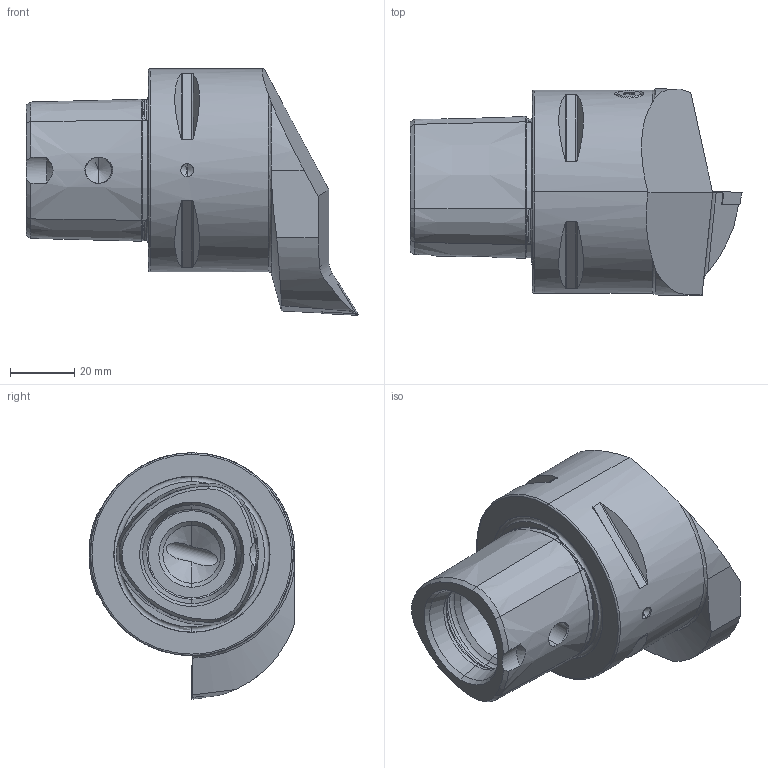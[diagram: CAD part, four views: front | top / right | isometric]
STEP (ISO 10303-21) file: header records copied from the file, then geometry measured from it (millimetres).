
FILE_DESCRIPTION (( 'STEP AP214' ), '1' );
FILE_NAME ('PS6.KDB.RJA.065-HP.STEP', '2020-09-11T11:53:26', ( '' ), ( '' ), 'SwSTEP 2.0', 'SolidWorks 2017', '' );
FILE_SCHEMA (( 'AUTOMOTIVE_DESIGN' ));
Length unit declared in the file: millimetre
Products named in the file (10): PS6.KDB.RJA.065-HP; CHP-ER1.015.006_A; DIN 7991 - M5x15; DCMT11T304; CHP-ER1.008.014_A; WCB-ER2.001.009_A; CHP-ER1.015.006; ISO 8752 2x8; DIN 3771 - 13x1; PS6-KDB.RJA.065-HP_A
Assembly tree (9 placements, depth 3):
  PS6.KDB.RJA.065-HP
    PS6-KDB.RJA.065-HP_A
    WCB-ER2.001.009_A
    DCMT11T304
    CHP-ER1.008.014_A
    CHP-ER1.015.006
      CHP-ER1.015.006_A
      DIN 3771 - 13x1
      DIN 7991 - M5x15
    ISO 8752 2x8
Bounding box: 103 x 63.9 x 76.5 mm (x, y, z)
Volume: 170137.7 mm3; surface area: 31323.3 mm2
Topology: 8 solids, 8 shells, 376 faces, 904 edges, 534 vertices
Faces by surface type: cone 117, cylinder 99, plane 91, torus 51, bspline 16, sphere 2
Entity records: 12545 total; most frequent: CARTESIAN_POINT 3648, DIRECTION 1765, ORIENTED_EDGE 1764, EDGE_CURVE 882, AXIS2_PLACEMENT_3D 719, VERTEX_POINT 534, EDGE_LOOP 402, ADVANCED_FACE 376
